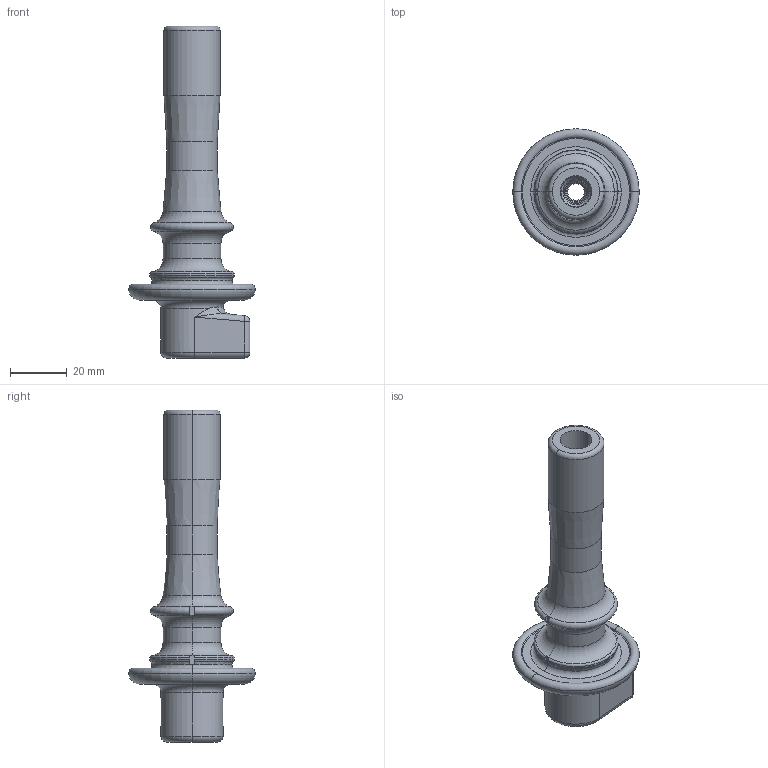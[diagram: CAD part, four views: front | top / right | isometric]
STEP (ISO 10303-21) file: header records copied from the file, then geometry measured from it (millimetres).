
FILE_DESCRIPTION (( 'STEP AP214' ), '1' );
FILE_NAME ('SB35.STEP', '2025-06-18T15:31:34', ( '' ), ( '' ), 'SwSTEP 2.0', 'SolidWorks 2022', '' );
FILE_SCHEMA (( 'AUTOMOTIVE_DESIGN' ));
Length unit declared in the file: inch
Products named in the file (1): SB35
Bounding box: 44.45 x 44.45 x 116.59 mm (x, y, z)
Volume: 40931.4 mm3; surface area: 14816.8 mm2
Topology: 1 solids, 1 shells, 115 faces, 260 edges, 144 vertices
Faces by surface type: torus 44, cylinder 31, plane 19, cone 12, bspline 5, sphere 4
Entity records: 3523 total; most frequent: CARTESIAN_POINT 938, DIRECTION 591, ORIENTED_EDGE 512, AXIS2_PLACEMENT_3D 261, EDGE_CURVE 256, CIRCLE 150, VERTEX_POINT 144, EDGE_LOOP 118
